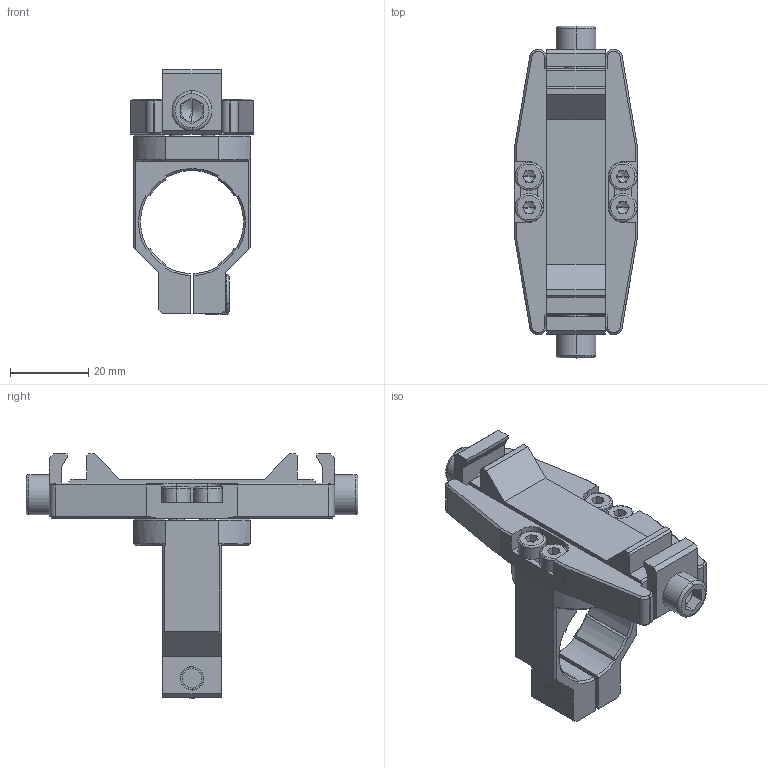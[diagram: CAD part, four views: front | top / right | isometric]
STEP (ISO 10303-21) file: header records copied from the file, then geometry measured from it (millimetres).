
FILE_DESCRIPTION (( 'STEP AP203' ), '1' );
FILE_NAME ('GCT-026102 俋倰芞.STEP', '2017-01-18T06:21:58', ( 'Lxtx999.CoM' ), ( 'Lxtx999.CoM' ), 'SwSTEP 2.0', 'SolidWorks 2012', '' );
FILE_SCHEMA (( 'CONFIG_CONTROL_DESIGN' ));
Length unit declared in the file: centimetre
Products named in the file (1): GCT-026102 俋倰芞
Bounding box: 31.5 x 85 x 62.61 mm (x, y, z)
Surface area: 15788.8 mm2 (no closed solid volume)
Topology: 0 solids, 16 shells, 346 faces, 1008 edges, 645 vertices
Faces by surface type: plane 211, cylinder 62, cone 59, torus 14
Entity records: 11342 total; most frequent: CARTESIAN_POINT 2106, DIRECTION 1948, ORIENTED_EDGE 1804, EDGE_CURVE 994, LINE 654, VECTOR 654, AXIS2_PLACEMENT_3D 647, VERTEX_POINT 645
